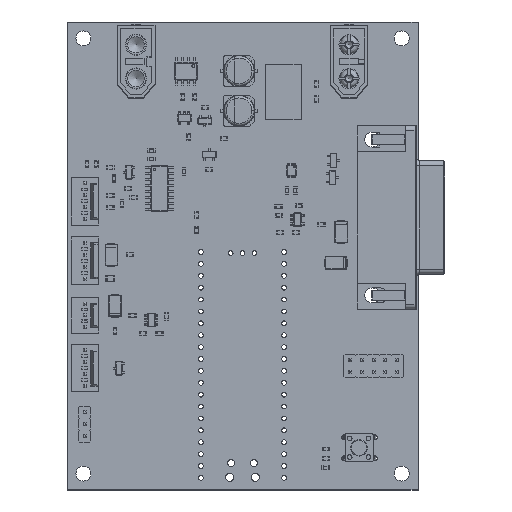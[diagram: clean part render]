
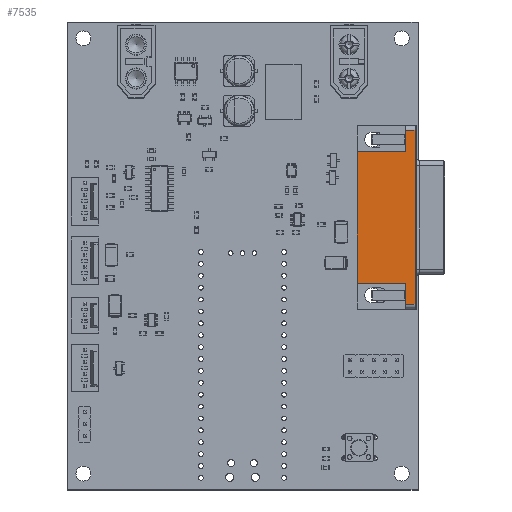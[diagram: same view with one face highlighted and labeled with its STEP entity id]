
A CAD part, top view. The second image highlights one B-rep face of the part: STEP entity #7535.
In plain terms, the highlighted planar face has unit normal (0, 0, 1).
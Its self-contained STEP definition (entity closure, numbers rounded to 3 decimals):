
#7296 = VERTEX_POINT('',#7297);
#7297 = CARTESIAN_POINT('',(-28.295,-10.54,12.5));
#7303 = EDGE_CURVE('',#7304,#7296,#7306,.T.);
#7304 = VERTEX_POINT('',#7305);
#7305 = CARTESIAN_POINT('',(8.905,-10.54,12.5));
#7306 = LINE('',#7307,#7308);
#7307 = CARTESIAN_POINT('',(9.905,-10.54,12.5));
#7308 = VECTOR('',#7309,1.);
#7309 = DIRECTION('',(-1.,0.,0.));
#7535 = ADVANCED_FACE('',(#7536),#7593,.T.);
#7536 = FACE_BOUND('',#7537,.T.);
#7537 = EDGE_LOOP('',(#7538,#7539,#7547,#7555,#7563,#7571,#7579,#7587));
#7538 = ORIENTED_EDGE('',*,*,#7303,.F.);
#7539 = ORIENTED_EDGE('',*,*,#7540,.T.);
#7540 = EDGE_CURVE('',#7304,#7541,#7543,.T.);
#7541 = VERTEX_POINT('',#7542);
#7542 = CARTESIAN_POINT('',(8.905,-8.54,12.5));
#7543 = LINE('',#7544,#7545);
#7544 = CARTESIAN_POINT('',(8.905,-10.54,12.5));
#7545 = VECTOR('',#7546,1.);
#7546 = DIRECTION('',(-0.,1.,0.));
#7547 = ORIENTED_EDGE('',*,*,#7548,.F.);
#7548 = EDGE_CURVE('',#7549,#7541,#7551,.T.);
#7549 = VERTEX_POINT('',#7550);
#7550 = CARTESIAN_POINT('',(4.405,-8.54,12.5));
#7551 = LINE('',#7552,#7553);
#7552 = CARTESIAN_POINT('',(8.905,-8.54,12.5));
#7553 = VECTOR('',#7554,1.);
#7554 = DIRECTION('',(1.,0.,0.));
#7555 = ORIENTED_EDGE('',*,*,#7556,.F.);
#7556 = EDGE_CURVE('',#7557,#7549,#7559,.T.);
#7557 = VERTEX_POINT('',#7558);
#7558 = CARTESIAN_POINT('',(4.405,1.8,12.5));
#7559 = LINE('',#7560,#7561);
#7560 = CARTESIAN_POINT('',(4.405,-9.54,12.5));
#7561 = VECTOR('',#7562,1.);
#7562 = DIRECTION('',(0.,-1.,0.));
#7563 = ORIENTED_EDGE('',*,*,#7564,.T.);
#7564 = EDGE_CURVE('',#7557,#7565,#7567,.T.);
#7565 = VERTEX_POINT('',#7566);
#7566 = CARTESIAN_POINT('',(-23.795,1.8,12.5));
#7567 = LINE('',#7568,#7569);
#7568 = CARTESIAN_POINT('',(9.905,1.8,12.5));
#7569 = VECTOR('',#7570,1.);
#7570 = DIRECTION('',(-1.,0.,0.));
#7571 = ORIENTED_EDGE('',*,*,#7572,.F.);
#7572 = EDGE_CURVE('',#7573,#7565,#7575,.T.);
#7573 = VERTEX_POINT('',#7574);
#7574 = CARTESIAN_POINT('',(-23.795,-8.54,12.5));
#7575 = LINE('',#7576,#7577);
#7576 = CARTESIAN_POINT('',(-23.795,-9.54,12.5));
#7577 = VECTOR('',#7578,1.);
#7578 = DIRECTION('',(0.,1.,0.));
#7579 = ORIENTED_EDGE('',*,*,#7580,.F.);
#7580 = EDGE_CURVE('',#7581,#7573,#7583,.T.);
#7581 = VERTEX_POINT('',#7582);
#7582 = CARTESIAN_POINT('',(-28.295,-8.54,12.5));
#7583 = LINE('',#7584,#7585);
#7584 = CARTESIAN_POINT('',(-8.695,-8.54,12.5));
#7585 = VECTOR('',#7586,1.);
#7586 = DIRECTION('',(1.,0.,0.));
#7587 = ORIENTED_EDGE('',*,*,#7588,.F.);
#7588 = EDGE_CURVE('',#7296,#7581,#7589,.T.);
#7589 = LINE('',#7590,#7591);
#7590 = CARTESIAN_POINT('',(-28.295,-10.54,12.5));
#7591 = VECTOR('',#7592,1.);
#7592 = DIRECTION('',(-0.,1.,0.));
#7593 = PLANE('',#7594);
#7594 = AXIS2_PLACEMENT_3D('',#7595,#7596,#7597);
#7595 = CARTESIAN_POINT('',(9.905,-10.54,12.5));
#7596 = DIRECTION('',(0.,0.,1.));
#7597 = DIRECTION('',(-1.,0.,0.));
